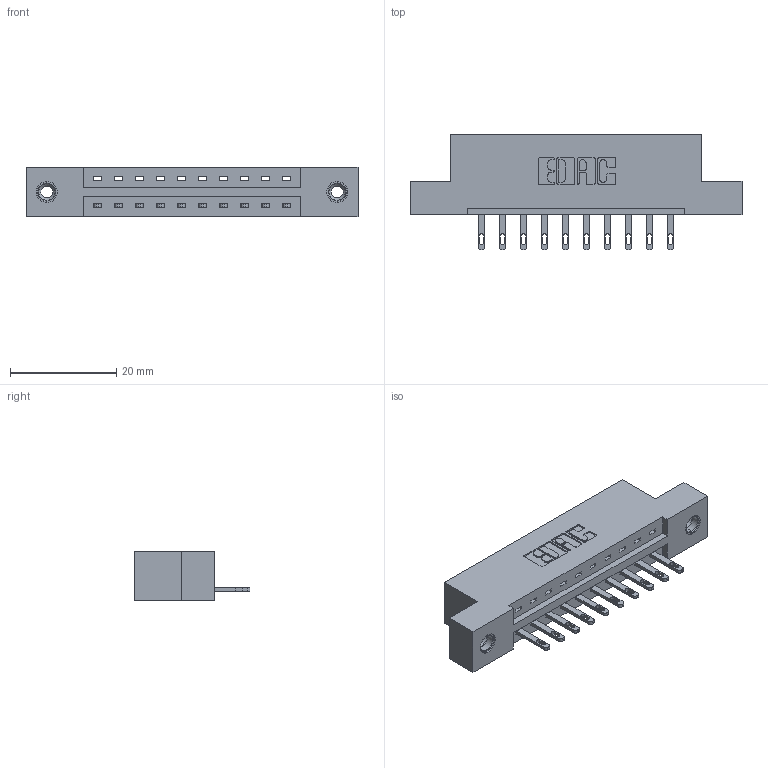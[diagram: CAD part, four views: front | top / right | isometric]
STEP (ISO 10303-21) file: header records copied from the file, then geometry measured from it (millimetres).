
FILE_DESCRIPTION (( 'STEP AP203' ), '1' );
FILE_NAME ('337-010-500-108.STEP', '2019-09-27T20:49:09', ( '' ), ( '' ), 'SwSTEP 2.0', 'SolidWorks 2016', '' );
FILE_SCHEMA (( 'CONFIG_CONTROL_DESIGN' ));
Length unit declared in the file: inch
Products named in the file (4): 337 Part_Flush Mounting Lugs - 0.156 Dia-TI; 337-010-500-108; 345-250-001_345-250-003-102; 345-292-001_345-293-100
Assembly tree (13 placements, depth 2):
  337-010-500-108
    337 Part_Flush Mounting Lugs - 0.156 Dia-TI
    345-292-001_345-293-100  x10
    345-250-001_345-250-003-102  x2
Bounding box: 62.64 x 21.85 x 9.4 mm (x, y, z)
Volume: 6109.2 mm3; surface area: 6188.4 mm2
Topology: 13 solids, 13 shells, 754 faces, 2247 edges, 1490 vertices
Faces by surface type: plane 502, cylinder 236, cone 12, torus 4
Entity records: 12688 total; most frequent: CARTESIAN_POINT 2187, ORIENTED_EDGE 2126, DIRECTION 1941, EDGE_CURVE 1063, LINE 911, VECTOR 911, VERTEX_POINT 704, AXIS2_PLACEMENT_3D 515
